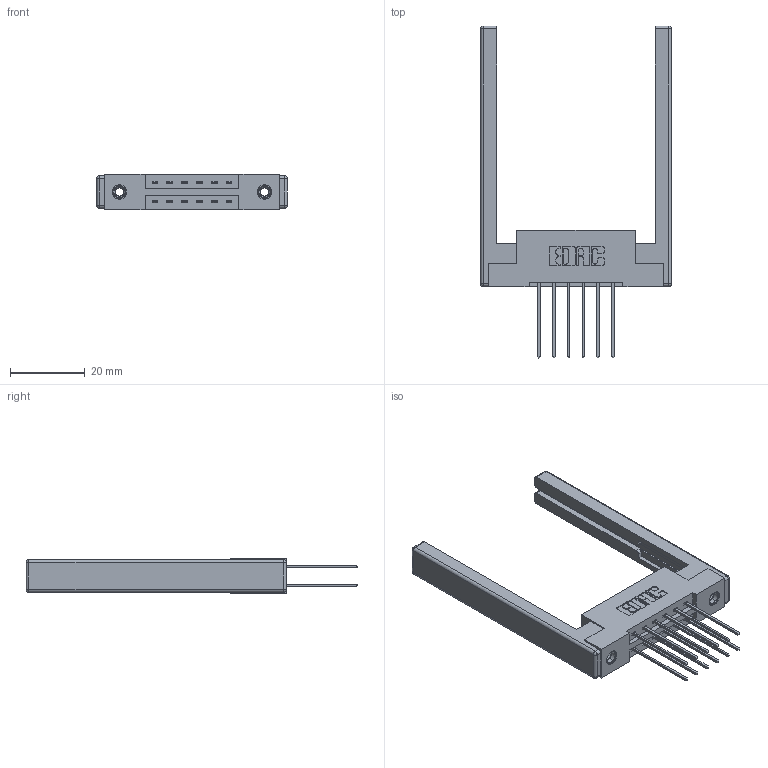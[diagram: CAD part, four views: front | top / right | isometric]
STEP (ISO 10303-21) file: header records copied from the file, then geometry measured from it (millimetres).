
FILE_DESCRIPTION (( 'STEP AP203' ), '1' );
FILE_NAME ('337-012-541-268.STEP', '2019-10-08T11:09:30', ( '' ), ( '' ), 'SwSTEP 2.0', 'SolidWorks 2016', '' );
FILE_SCHEMA (( 'CONFIG_CONTROL_DESIGN' ));
Length unit declared in the file: inch
Products named in the file (5): 337-012-541-268; 307-220-068; 337 Part_Flush Mounting Lugs - 0.156 Dia-TI; 345-292-001_345-293-141; 345-250-001_345-250-001-102
Assembly tree (17 placements, depth 2):
  337-012-541-268
    337 Part_Flush Mounting Lugs - 0.156 Dia-TI
    345-292-001_345-293-141  x12
    345-250-001_345-250-001-102  x2
    307-220-068  x2
Bounding box: 51.21 x 89.03 x 9.4 mm (x, y, z)
Volume: 9371 mm3; surface area: 9667.1 mm2
Topology: 17 solids, 17 shells, 916 faces, 2633 edges, 1718 vertices
Faces by surface type: plane 614, cylinder 278, cone 12, sphere 8, torus 4
Entity records: 12086 total; most frequent: CARTESIAN_POINT 2031, ORIENTED_EDGE 1956, DIRECTION 1864, EDGE_CURVE 978, VECTOR 800, LINE 800, VERTEX_POINT 642, AXIS2_PLACEMENT_3D 532
